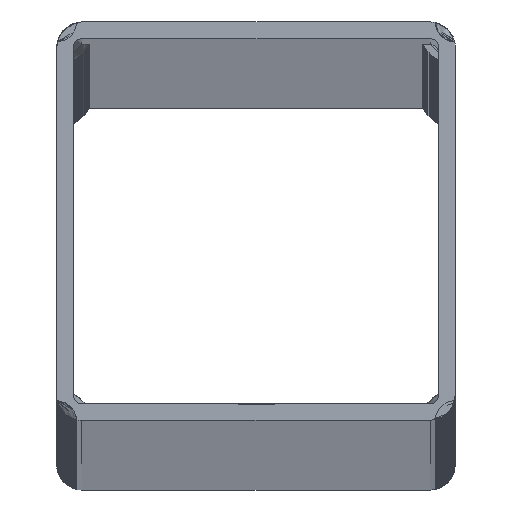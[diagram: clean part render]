
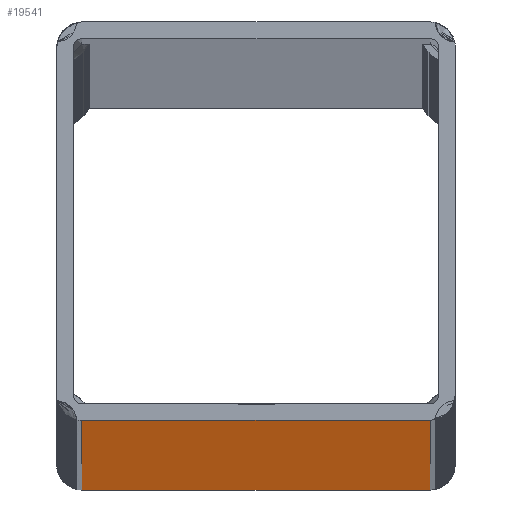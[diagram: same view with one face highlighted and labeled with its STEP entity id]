
A CAD part, top view. The second image highlights one B-rep face of the part: STEP entity #19541.
In plain terms, the highlighted planar face has unit normal (0, -1, 0).
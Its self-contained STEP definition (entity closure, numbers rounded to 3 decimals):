
#2278 = CARTESIAN_POINT ( 'NONE',  ( -30., -30., 0. ) ) ;
#19541 = ADVANCED_FACE ( 'NONE', ( #127236 ), #219843, .T. ) ;
#32112 = VECTOR ( 'NONE', #81226, 1000. ) ;
#37667 = CARTESIAN_POINT ( 'NONE',  ( -26.25, -30., 0. ) ) ;
#40532 = CARTESIAN_POINT ( 'NONE',  ( -26.25, -30., -6000. ) ) ;
#40763 = LINE ( 'NONE', #222595, #53033 ) ;
#45830 = VERTEX_POINT ( 'NONE', #124620 ) ;
#52061 = EDGE_CURVE ( 'NONE', #169560, #205168, #228891, .T. ) ;
#53033 = VECTOR ( 'NONE', #227719, 1000. ) ;
#64108 = CARTESIAN_POINT ( 'NONE',  ( 26.25, -30., 0. ) ) ;
#81226 = DIRECTION ( 'NONE',  ( 1., 0., 0. ) ) ;
#94226 = LINE ( 'NONE', #40532, #118885 ) ;
#94838 = VERTEX_POINT ( 'NONE', #219158 ) ;
#102112 = CARTESIAN_POINT ( 'NONE',  ( -30., -30., -6000. ) ) ;
#111109 = EDGE_CURVE ( 'NONE', #94838, #45830, #40763, .T. ) ;
#118610 = ORIENTED_EDGE ( 'NONE', *, *, #52061, .F. ) ;
#118885 = VECTOR ( 'NONE', #196031, 1000. ) ;
#121863 = DIRECTION ( 'NONE',  ( 0., 0., -1. ) ) ;
#123963 = VECTOR ( 'NONE', #186495, 1000. ) ;
#124620 = CARTESIAN_POINT ( 'NONE',  ( 26.25, -30., -6000. ) ) ;
#127236 = FACE_OUTER_BOUND ( 'NONE', #243859, .T. ) ;
#127753 = EDGE_CURVE ( 'NONE', #45830, #205168, #176219, .T. ) ;
#128852 = CARTESIAN_POINT ( 'NONE',  ( 26.25, -30., -6000. ) ) ;
#169560 = VERTEX_POINT ( 'NONE', #37667 ) ;
#170517 = ORIENTED_EDGE ( 'NONE', *, *, #171116, .T. ) ;
#171116 = EDGE_CURVE ( 'NONE', #169560, #94838, #94226, .T. ) ;
#176219 = LINE ( 'NONE', #128852, #123963 ) ;
#186495 = DIRECTION ( 'NONE',  ( 0., 0., 1. ) ) ;
#196031 = DIRECTION ( 'NONE',  ( 0., 0., -1. ) ) ;
#205168 = VERTEX_POINT ( 'NONE', #64108 ) ;
#216155 = ORIENTED_EDGE ( 'NONE', *, *, #127753, .T. ) ;
#219158 = CARTESIAN_POINT ( 'NONE',  ( -26.25, -30., -6000. ) ) ;
#219843 = PLANE ( 'NONE',  #229579 ) ;
#222595 = CARTESIAN_POINT ( 'NONE',  ( -30., -30., -6000. ) ) ;
#227719 = DIRECTION ( 'NONE',  ( 1., 0., 0. ) ) ;
#228891 = LINE ( 'NONE', #2278, #32112 ) ;
#229579 = AXIS2_PLACEMENT_3D ( 'NONE', #102112, #239667, #121863 ) ;
#239667 = DIRECTION ( 'NONE',  ( 0., -1., 0. ) ) ;
#243859 = EDGE_LOOP ( 'NONE', ( #118610, #170517, #245624, #216155 ) ) ;
#245624 = ORIENTED_EDGE ( 'NONE', *, *, #111109, .T. ) ;
